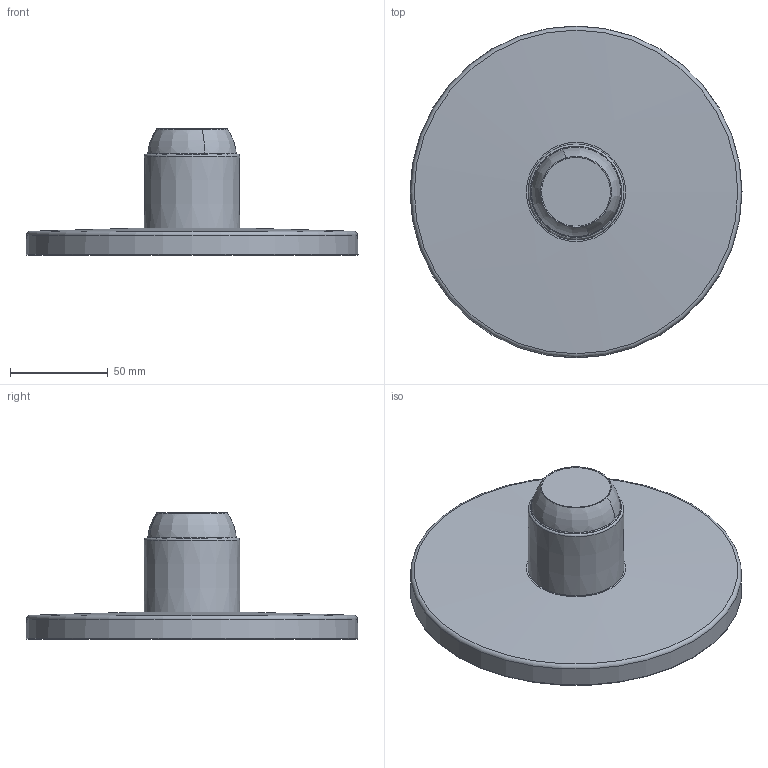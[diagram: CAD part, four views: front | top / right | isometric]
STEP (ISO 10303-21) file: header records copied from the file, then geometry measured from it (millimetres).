
FILE_DESCRIPTION (( 'STEP AP203' ), '1' );
FILE_NAME ('40559183.STEP', '2017-03-09T05:52:46', ( '' ), ( '' ), 'SwSTEP 2.0', 'SolidWorks 2016', '' );
FILE_SCHEMA (( 'CONFIG_CONTROL_DESIGN' ));
Length unit declared in the file: millimetre
Products named in the file (1): 40559183
Bounding box: 170 x 170 x 64.6 mm (x, y, z)
Volume: 383711.7 mm3; surface area: 58166 mm2
Topology: 1 solids, 1 shells, 16 faces, 28 edges, 17 vertices
Faces by surface type: bspline 6, plane 4, torus 3, cone 2, sphere 1
Entity records: 749 total; most frequent: CARTESIAN_POINT 427, ORIENTED_EDGE 44, DIRECTION 38, EDGE_LOOP 24, EDGE_CURVE 22, FACE_OUTER_BOUND 20, AXIS2_PLACEMENT_3D 19, VERTEX_POINT 16
